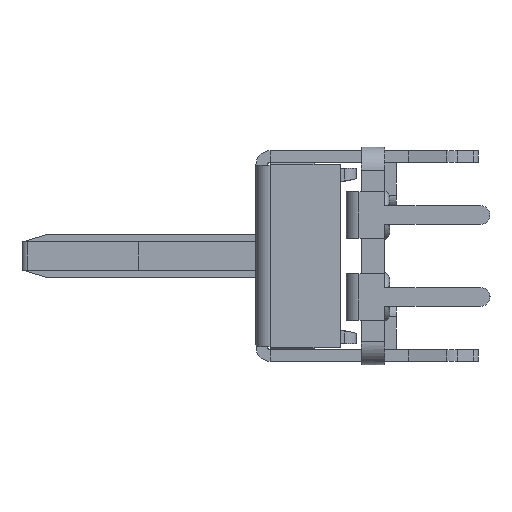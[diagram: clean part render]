
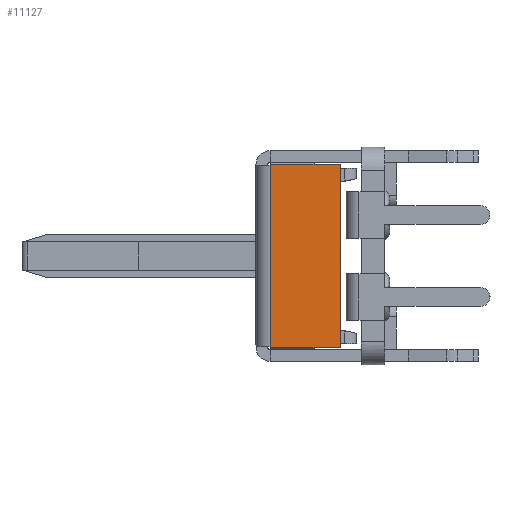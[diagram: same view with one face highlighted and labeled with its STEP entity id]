
A CAD part, left-side view. The second image highlights one B-rep face of the part: STEP entity #11127.
In plain terms, the highlighted planar face has unit normal (-1, 0, 0).
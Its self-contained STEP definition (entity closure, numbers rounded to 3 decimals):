
#2817=DIRECTION('',(0.,-1.,0.));
#2818=VECTOR('',#2817,0.025);
#2819=CARTESIAN_POINT('',(-15.,-0.6,
-3.875));
#2820=LINE('',#2819,#2818);
#2842=DIRECTION('',(0.,0.,-1.));
#2843=VECTOR('',#2842,7.75);
#2844=CARTESIAN_POINT('',(-15.,-0.6,
3.875));
#2845=LINE('',#2844,#2843);
#2920=DIRECTION('',(0.,0.,-1.));
#2921=VECTOR('',#2920,7.859);
#2922=CARTESIAN_POINT('',(-15.,-3.6,3.929));
#2923=LINE('',#2922,#2921);
#2924=DIRECTION('',(0.,1.,0.));
#2925=VECTOR('',#2924,2.975);
#2926=CARTESIAN_POINT('',(-15.,-3.6,-3.929));
#2927=LINE('',#2926,#2925);
#2928=DIRECTION('',(0.,0.,1.));
#2929=VECTOR('',#2928,0.054);
#2930=CARTESIAN_POINT('',(-15.,-0.625,-3.929));
#2931=LINE('',#2930,#2929);
#2932=DIRECTION('',(0.,-1.,0.));
#2933=VECTOR('',#2932,0.025);
#2934=CARTESIAN_POINT('',(-15.,-0.6,
3.875));
#2935=LINE('',#2934,#2933);
#2936=DIRECTION('',(0.,0.,1.));
#2937=VECTOR('',#2936,0.054);
#2938=CARTESIAN_POINT('',(-15.,-0.625,
3.875));
#2939=LINE('',#2938,#2937);
#2940=DIRECTION('',(0.,-1.,0.));
#2941=VECTOR('',#2940,2.975);
#2942=CARTESIAN_POINT('',(-15.,-0.625,3.929));
#2943=LINE('',#2942,#2941);
#6578=CARTESIAN_POINT('',(-15.,-0.6,-3.875));
#6579=VERTEX_POINT('',#6578);
#6598=CARTESIAN_POINT('',(-15.,-0.625,
3.875));
#6599=VERTEX_POINT('',#6598);
#6600=CARTESIAN_POINT('',(-15.,-0.625,3.929));
#6601=VERTEX_POINT('',#6600);
#6602=CARTESIAN_POINT('',(-15.,-0.6,
3.875));
#6603=VERTEX_POINT('',#6602);
#6604=CARTESIAN_POINT('',(-15.,-3.6,3.929));
#6605=CARTESIAN_POINT('',(-15.,-3.6,-3.929));
#6606=VERTEX_POINT('',#6604);
#6607=VERTEX_POINT('',#6605);
#6608=CARTESIAN_POINT('',(-15.,-0.625,-3.929));
#6609=VERTEX_POINT('',#6608);
#6610=CARTESIAN_POINT('',(-15.,-0.625,
-3.875));
#6611=VERTEX_POINT('',#6610);
#11112=CARTESIAN_POINT('',(-15.,-2.1,0.));
#11113=DIRECTION('',(-1.,0.,0.));
#11114=DIRECTION('',(0.,0.,1.));
#11115=AXIS2_PLACEMENT_3D('',#11112,#11113,#11114);
#11116=PLANE('',#11115);
#11117=ORIENTED_EDGE('',*,*,#11079,.T.);
#11118=ORIENTED_EDGE('',*,*,#11094,.T.);
#11119=ORIENTED_EDGE('',*,*,#11107,.T.);
#11120=ORIENTED_EDGE('',*,*,#10960,.F.);
#11121=ORIENTED_EDGE('',*,*,#10982,.F.);
#11122=ORIENTED_EDGE('',*,*,#11003,.T.);
#11123=ORIENTED_EDGE('',*,*,#11052,.T.);
#11124=ORIENTED_EDGE('',*,*,#11064,.T.);
#11125=EDGE_LOOP('',(#11117,#11118,#11119,#11120,#11121,#11122,#11123,#11124));
#11126=FACE_OUTER_BOUND('',#11125,.F.);
#11127=ADVANCED_FACE('',(#11126),#11116,.T.);
#10960=EDGE_CURVE('',#6579,#6611,#2820,.T.);
#10982=EDGE_CURVE('',#6603,#6579,#2845,.T.);
#11003=EDGE_CURVE('',#6603,#6599,#2935,.T.);
#11052=EDGE_CURVE('',#6599,#6601,#2939,.T.);
#11064=EDGE_CURVE('',#6601,#6606,#2943,.T.);
#11079=EDGE_CURVE('',#6606,#6607,#2923,.T.);
#11094=EDGE_CURVE('',#6607,#6609,#2927,.T.);
#11107=EDGE_CURVE('',#6609,#6611,#2931,.T.);
